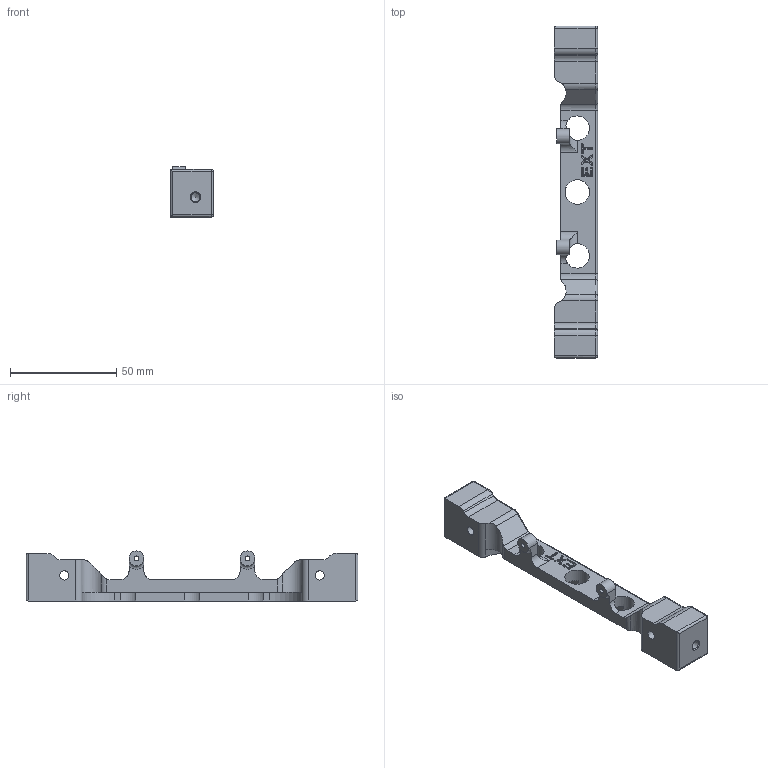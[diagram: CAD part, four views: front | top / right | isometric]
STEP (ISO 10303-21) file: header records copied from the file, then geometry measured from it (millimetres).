
FILE_DESCRIPTION(/* description */ (''),/* implementation_level */ '2;1');
FILE_NAME(/* name */ '00287_04_v3.stp',/* time_stamp */ '2024-10-02T13:24:34+02:00',/* author */ (''),/* organization */ (''),/* preprocessor_version */ 'ST-DEVELOPER v19.4',/* originating_system */ 'SIEMENS PLM Software NX2306.9102',/* authorisation */ '');
FILE_SCHEMA (('AUTOMOTIVE_DESIGN { 1 0 10303 214 3 1 1 1 }'));
Length unit declared in the file: millimetre
Products named in the file (1): 00287_04_v3_objects
Bounding box: 20.25 x 156 x 23.5 mm (x, y, z)
Volume: 34547.1 mm3; surface area: 12969.3 mm2
Topology: 1 solids, 1 shells, 249 faces, 638 edges, 365 vertices
Faces by surface type: cylinder 117, plane 78, sphere 26, torus 20, cone 8
Full cylindrical faces by diameter (mm): 2 x2, 2.3 x2, 4.2 x2, 4.3 x2, 7 x2, 11.5 x3
Entity records: 7166 total; most frequent: CARTESIAN_POINT 1308, DIRECTION 1288, ORIENTED_EDGE 1162, EDGE_CURVE 581, AXIS2_PLACEMENT_3D 505, VERTEX_POINT 357, EDGE_LOOP 282, LINE 278
